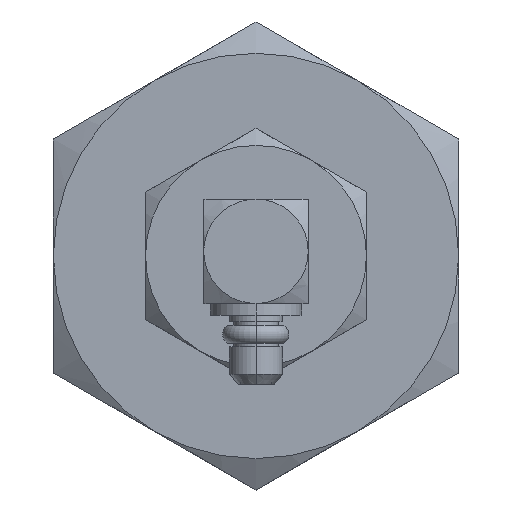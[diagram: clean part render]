
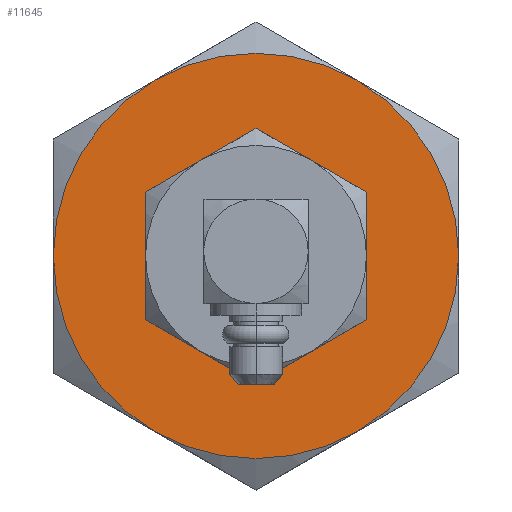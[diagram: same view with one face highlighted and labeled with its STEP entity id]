
A CAD part, top view. The second image highlights one B-rep face of the part: STEP entity #11645.
In plain terms, the highlighted face is planar.
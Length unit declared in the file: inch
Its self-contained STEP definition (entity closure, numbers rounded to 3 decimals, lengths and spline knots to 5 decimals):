
#108 = CARTESIAN_POINT ( 'NONE',  ( 0.8, 0., 0.344 ) ) ;
#435 = VECTOR ( 'NONE', #8463, 39.37008 ) ;
#1229 = DIRECTION ( 'NONE',  ( 0., -0.5, 0.866 ) ) ;
#1575 = AXIS2_PLACEMENT_3D ( 'NONE', #16464, #14620, #3649 ) ;
#1893 = VECTOR ( 'NONE', #21817, 39.37008 ) ;
#2124 = LINE ( 'NONE', #6733, #2712 ) ;
#2398 = EDGE_CURVE ( 'NONE', #14313, #5857, #2124, .T. ) ;
#2529 = FACE_BOUND ( 'NONE', #5945, .T. ) ;
#2712 = VECTOR ( 'NONE', #10382, 39.37008 ) ;
#3016 = DIRECTION ( 'NONE',  ( 1., 0., 0. ) ) ;
#3206 = AXIS2_PLACEMENT_3D ( 'NONE', #8539, #10127, #6392 ) ;
#3214 = VERTEX_POINT ( 'NONE', #10077 ) ;
#3245 = CARTESIAN_POINT ( 'NONE',  ( 0.8, 0., 0. ) ) ;
#3649 = DIRECTION ( 'NONE',  ( 0., 0., -1. ) ) ;
#3797 = CARTESIAN_POINT ( 'NONE',  ( 0.8, 0.21651, 0. ) ) ;
#4024 = EDGE_LOOP ( 'NONE', ( #10762, #4363, #15251, #8106, #18120, #15592 ) ) ;
#4283 = EDGE_CURVE ( 'NONE', #18140, #12708, #12469, .T. ) ;
#4363 = ORIENTED_EDGE ( 'NONE', *, *, #18192, .T. ) ;
#4897 = ORIENTED_EDGE ( 'NONE', *, *, #11748, .F. ) ;
#5217 = FACE_OUTER_BOUND ( 'NONE', #4024, .T. ) ;
#5225 = VERTEX_POINT ( 'NONE', #108 ) ;
#5325 = CARTESIAN_POINT ( 'NONE',  ( 0.8, -0.29791, 0.172 ) ) ;
#5729 = ORIENTED_EDGE ( 'NONE', *, *, #9605, .F. ) ;
#5857 = VERTEX_POINT ( 'NONE', #16797 ) ;
#5945 = EDGE_LOOP ( 'NONE', ( #22207, #4897, #16940, #21913, #5729, #17043 ) ) ;
#6292 = PLANE ( 'NONE',  #9199 ) ;
#6392 = DIRECTION ( 'NONE',  ( 0., 0., -1. ) ) ;
#6478 = DIRECTION ( 'NONE',  ( 0., 0., 1. ) ) ;
#6616 = CARTESIAN_POINT ( 'NONE',  ( 0.8, -0.21651, 0. ) ) ;
#6733 = CARTESIAN_POINT ( 'NONE',  ( 0.8, 0.10825, 0.1875 ) ) ;
#7075 = CARTESIAN_POINT ( 'NONE',  ( 0.8, 0.10825, -0.1875 ) ) ;
#7267 = EDGE_CURVE ( 'NONE', #13854, #20230, #7722, .T. ) ;
#7722 = CIRCLE ( 'NONE', #13947, 0.344 ) ;
#8106 = ORIENTED_EDGE ( 'NONE', *, *, #8127, .T. ) ;
#8127 = EDGE_CURVE ( 'NONE', #20230, #23375, #16499, .T. ) ;
#8463 = DIRECTION ( 'NONE',  ( 0., 0.5, 0.866 ) ) ;
#8539 = CARTESIAN_POINT ( 'NONE',  ( 0.8, 0., 0. ) ) ;
#9017 = CARTESIAN_POINT ( 'NONE',  ( 0.8, 0.29791, -0.172 ) ) ;
#9177 = CARTESIAN_POINT ( 'NONE',  ( 0.8, 0., 0. ) ) ;
#9199 = AXIS2_PLACEMENT_3D ( 'NONE', #15860, #12347, #6478 ) ;
#9605 = EDGE_CURVE ( 'NONE', #5857, #3214, #10176, .T. ) ;
#10077 = CARTESIAN_POINT ( 'NONE',  ( 0.8, -0.21651, 0. ) ) ;
#10127 = DIRECTION ( 'NONE',  ( 1., 0., 0. ) ) ;
#10176 = LINE ( 'NONE', #19441, #12548 ) ;
#10382 = DIRECTION ( 'NONE',  ( 0., -1., 0. ) ) ;
#10762 = ORIENTED_EDGE ( 'NONE', *, *, #16732, .T. ) ;
#10803 = VERTEX_POINT ( 'NONE', #20267 ) ;
#11244 = DIRECTION ( 'NONE',  ( 0., 1., 0. ) ) ;
#11433 = VERTEX_POINT ( 'NONE', #7075 ) ;
#11645 = ADVANCED_FACE ( 'NONE', ( #2529, #5217 ), #6292, .F. ) ;
#11748 = EDGE_CURVE ( 'NONE', #11433, #14075, #14118, .T. ) ;
#12246 = EDGE_CURVE ( 'NONE', #23375, #18140, #17354, .T. ) ;
#12347 = DIRECTION ( 'NONE',  ( -1., 0., 0. ) ) ;
#12469 = CIRCLE ( 'NONE', #13913, 0.344 ) ;
#12548 = VECTOR ( 'NONE', #17703, 39.37008 ) ;
#12708 = VERTEX_POINT ( 'NONE', #13045 ) ;
#12753 = CARTESIAN_POINT ( 'NONE',  ( 0.8, 0.21651, 0. ) ) ;
#12985 = DIRECTION ( 'NONE',  ( 0., 0., -1. ) ) ;
#13045 = CARTESIAN_POINT ( 'NONE',  ( 0.8, 0.29791, 0.172 ) ) ;
#13131 = CARTESIAN_POINT ( 'NONE',  ( 0.8, 0., 0. ) ) ;
#13229 = CARTESIAN_POINT ( 'NONE',  ( 0.8, 0.10825, 0.1875 ) ) ;
#13854 = VERTEX_POINT ( 'NONE', #5325 ) ;
#13913 = AXIS2_PLACEMENT_3D ( 'NONE', #3245, #16613, #20351 ) ;
#13947 = AXIS2_PLACEMENT_3D ( 'NONE', #13131, #14895, #16802 ) ;
#13956 = LINE ( 'NONE', #12753, #21381 ) ;
#14075 = VERTEX_POINT ( 'NONE', #3797 ) ;
#14118 = LINE ( 'NONE', #23419, #435 ) ;
#14313 = VERTEX_POINT ( 'NONE', #13229 ) ;
#14474 = DIRECTION ( 'NONE',  ( 0., 0., -1. ) ) ;
#14620 = DIRECTION ( 'NONE',  ( 1., 0., 0. ) ) ;
#14895 = DIRECTION ( 'NONE',  ( 1., 0., 0. ) ) ;
#15251 = ORIENTED_EDGE ( 'NONE', *, *, #7267, .T. ) ;
#15534 = AXIS2_PLACEMENT_3D ( 'NONE', #9177, #22453, #12985 ) ;
#15592 = ORIENTED_EDGE ( 'NONE', *, *, #4283, .T. ) ;
#15860 = CARTESIAN_POINT ( 'NONE',  ( 0.8, 0., 0. ) ) ;
#15868 = EDGE_CURVE ( 'NONE', #3214, #10803, #19161, .T. ) ;
#16464 = CARTESIAN_POINT ( 'NONE',  ( 0.8, 0., 0. ) ) ;
#16499 = CIRCLE ( 'NONE', #15534, 0.344 ) ;
#16613 = DIRECTION ( 'NONE',  ( 1., 0., 0. ) ) ;
#16732 = EDGE_CURVE ( 'NONE', #12708, #5225, #20602, .T. ) ;
#16797 = CARTESIAN_POINT ( 'NONE',  ( 0.8, -0.10825, 0.1875 ) ) ;
#16802 = DIRECTION ( 'NONE',  ( 0., 0., -1. ) ) ;
#16940 = ORIENTED_EDGE ( 'NONE', *, *, #22874, .F. ) ;
#17043 = ORIENTED_EDGE ( 'NONE', *, *, #2398, .F. ) ;
#17354 = CIRCLE ( 'NONE', #1575, 0.344 ) ;
#17703 = DIRECTION ( 'NONE',  ( 0., -0.5, -0.866 ) ) ;
#17746 = EDGE_CURVE ( 'NONE', #14075, #14313, #13956, .T. ) ;
#18120 = ORIENTED_EDGE ( 'NONE', *, *, #12246, .T. ) ;
#18140 = VERTEX_POINT ( 'NONE', #9017 ) ;
#18192 = EDGE_CURVE ( 'NONE', #5225, #13854, #24403, .T. ) ;
#18932 = CARTESIAN_POINT ( 'NONE',  ( 0.8, -0.10825, -0.1875 ) ) ;
#19161 = LINE ( 'NONE', #6616, #1893 ) ;
#19312 = CARTESIAN_POINT ( 'NONE',  ( 0.8, -0.29791, -0.172 ) ) ;
#19418 = CARTESIAN_POINT ( 'NONE',  ( 0.8, 0., -0.344 ) ) ;
#19441 = CARTESIAN_POINT ( 'NONE',  ( 0.8, -0.10825, 0.1875 ) ) ;
#20101 = LINE ( 'NONE', #18932, #21896 ) ;
#20230 = VERTEX_POINT ( 'NONE', #19312 ) ;
#20267 = CARTESIAN_POINT ( 'NONE',  ( 0.8, -0.10825, -0.1875 ) ) ;
#20351 = DIRECTION ( 'NONE',  ( 0., 0., -1. ) ) ;
#20602 = CIRCLE ( 'NONE', #3206, 0.344 ) ;
#21381 = VECTOR ( 'NONE', #1229, 39.37008 ) ;
#21817 = DIRECTION ( 'NONE',  ( 0., 0.5, -0.866 ) ) ;
#21896 = VECTOR ( 'NONE', #11244, 39.37008 ) ;
#21913 = ORIENTED_EDGE ( 'NONE', *, *, #15868, .F. ) ;
#22187 = CARTESIAN_POINT ( 'NONE',  ( 0.8, 0., 0. ) ) ;
#22207 = ORIENTED_EDGE ( 'NONE', *, *, #17746, .F. ) ;
#22453 = DIRECTION ( 'NONE',  ( 1., 0., 0. ) ) ;
#22874 = EDGE_CURVE ( 'NONE', #10803, #11433, #20101, .T. ) ;
#23375 = VERTEX_POINT ( 'NONE', #19418 ) ;
#23419 = CARTESIAN_POINT ( 'NONE',  ( 0.8, 0.10825, -0.1875 ) ) ;
#23611 = AXIS2_PLACEMENT_3D ( 'NONE', #22187, #3016, #14474 ) ;
#24403 = CIRCLE ( 'NONE', #23611, 0.344 ) ;
